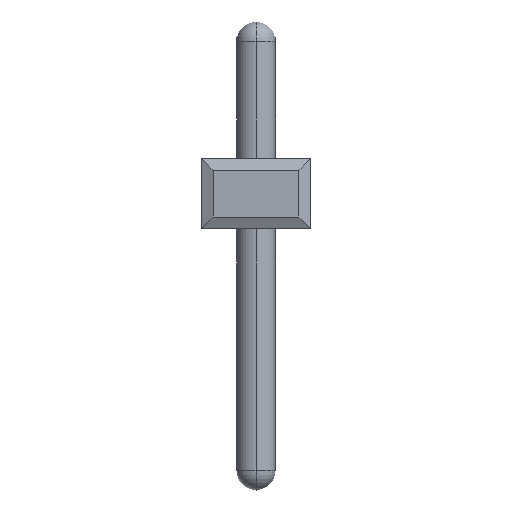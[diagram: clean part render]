
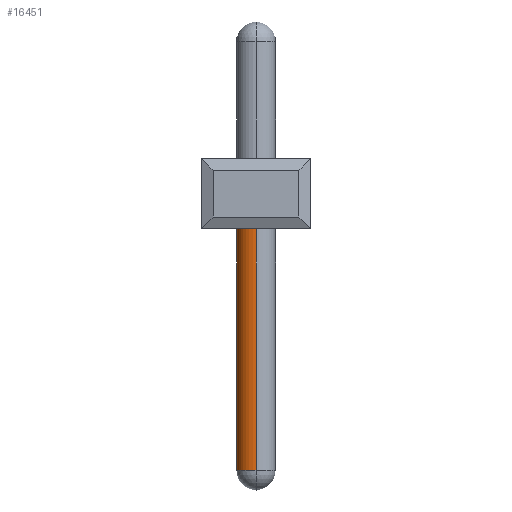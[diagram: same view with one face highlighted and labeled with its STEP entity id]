
A CAD part, front view. The second image highlights one B-rep face of the part: STEP entity #16451.
In plain terms, the highlighted cylindrical face has radius 0.5 mm (diameter 1 mm), a partial arc.
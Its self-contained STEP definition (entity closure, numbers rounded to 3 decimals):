
#5707=CARTESIAN_POINT('',(1.4,-64.75,0.2));
#5708=DIRECTION('',(0.,0.,1.));
#5709=DIRECTION('',(0.,1.,0.));
#5710=AXIS2_PLACEMENT_3D('',#5707,#5708,#5709);
#5721=CARTESIAN_POINT('',(1.4,-64.75,-6.2));
#5722=DIRECTION('',(0.,0.,1.));
#5723=DIRECTION('',(0.,1.,0.));
#5724=AXIS2_PLACEMENT_3D('',#5721,#5722,#5723);
#5726=DIRECTION('',(0.,0.,1.));
#5727=VECTOR('',#5726,6.4);
#5728=CARTESIAN_POINT('',(1.4,-64.25,-6.2));
#5729=LINE('',#5728,#5727);
#5735=DIRECTION('',(0.,0.,1.));
#5736=VECTOR('',#5735,6.4);
#5737=CARTESIAN_POINT('',(1.4,-65.25,-6.2));
#5738=LINE('',#5737,#5736);
#7310=CARTESIAN_POINT('',(1.4,-64.25,-6.2));
#7312=VERTEX_POINT('',#7310);
#7317=CARTESIAN_POINT('',(1.4,-65.25,-6.2));
#7318=VERTEX_POINT('',#7317);
#7321=CARTESIAN_POINT('',(1.4,-64.25,0.2));
#7322=CARTESIAN_POINT('',(1.4,-65.25,0.2));
#7323=VERTEX_POINT('',#7321);
#7324=VERTEX_POINT('',#7322);
#16437=CARTESIAN_POINT('',(1.4,-64.75,-7.3));
#16438=DIRECTION('',(0.,0.,1.));
#16439=DIRECTION('',(0.,1.,0.));
#16440=AXIS2_PLACEMENT_3D('',#16437,#16438,#16439);
#16441=CYLINDRICAL_SURFACE('',#16440,0.5);
#16442=ORIENTED_EDGE('',*,*,#16418,.T.);
#16444=ORIENTED_EDGE('',*,*,#16443,.F.);
#16446=ORIENTED_EDGE('',*,*,#16445,.F.);
#16448=ORIENTED_EDGE('',*,*,#16447,.T.);
#16449=EDGE_LOOP('',(#16442,#16444,#16446,#16448));
#16450=FACE_OUTER_BOUND('',#16449,.F.);
#16451=ADVANCED_FACE('',(#16450),#16441,.T.);
#5711=CIRCLE('',#5710,0.5);
#5725=CIRCLE('',#5724,0.5);
#16418=EDGE_CURVE('',#7323,#7324,#5711,.T.);
#16443=EDGE_CURVE('',#7318,#7324,#5738,.T.);
#16445=EDGE_CURVE('',#7312,#7318,#5725,.T.);
#16447=EDGE_CURVE('',#7312,#7323,#5729,.T.);
